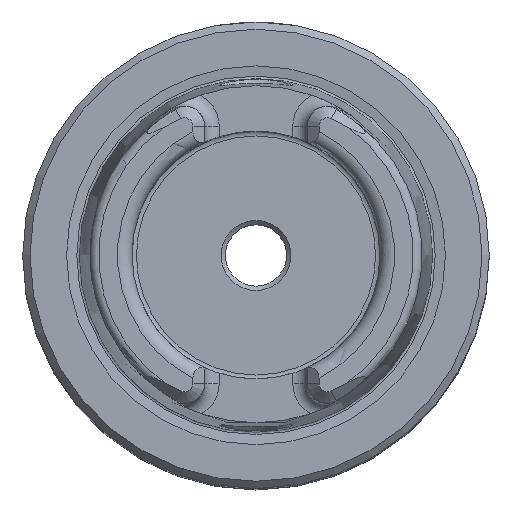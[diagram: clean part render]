
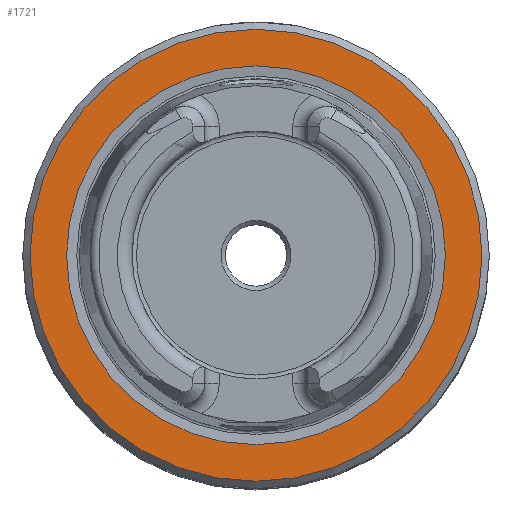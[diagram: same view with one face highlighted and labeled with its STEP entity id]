
A CAD part, top view. The second image highlights one B-rep face of the part: STEP entity #1721.
In plain terms, the highlighted planar face has unit normal (0, 0, 1).
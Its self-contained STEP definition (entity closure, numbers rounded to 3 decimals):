
#158=PLANE('',#1865);
#216=CIRCLE('',#1864,12.99);
#217=CIRCLE('',#1866,15.5);
#471=ORIENTED_EDGE('',*,*,#676,.T.);
#472=ORIENTED_EDGE('',*,*,#675,.F.);
#675=EDGE_CURVE('',#788,#788,#216,.T.);
#676=EDGE_CURVE('',#789,#789,#217,.T.);
#788=VERTEX_POINT('',#2799);
#789=VERTEX_POINT('',#2802);
#925=EDGE_LOOP('',(#471));
#926=EDGE_LOOP('',(#472));
#1045=FACE_BOUND('',#925,.T.);
#1046=FACE_BOUND('',#926,.T.);
#1721=ADVANCED_FACE('',(#1045,#1046),#158,.T.);
#1864=AXIS2_PLACEMENT_3D('',#2798,#2177,#2178);
#1865=AXIS2_PLACEMENT_3D('',#2800,#2179,#2180);
#1866=AXIS2_PLACEMENT_3D('',#2801,#2181,#2182);
#2177=DIRECTION('',(0.,0.,1.));
#2178=DIRECTION('',(1.,0.,0.));
#2179=DIRECTION('',(0.,0.,1.));
#2180=DIRECTION('',(1.,0.,0.));
#2181=DIRECTION('',(0.,0.,1.));
#2182=DIRECTION('',(1.,0.,0.));
#2798=CARTESIAN_POINT('',(0.,0.,0.));
#2799=CARTESIAN_POINT('',(12.99,0.,0.));
#2800=CARTESIAN_POINT('',(15.5,0.,0.));
#2801=CARTESIAN_POINT('',(0.,0.,0.));
#2802=CARTESIAN_POINT('',(15.5,0.,0.));
